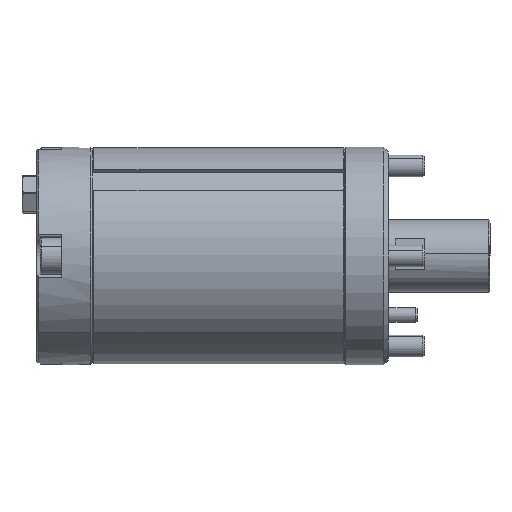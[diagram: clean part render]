
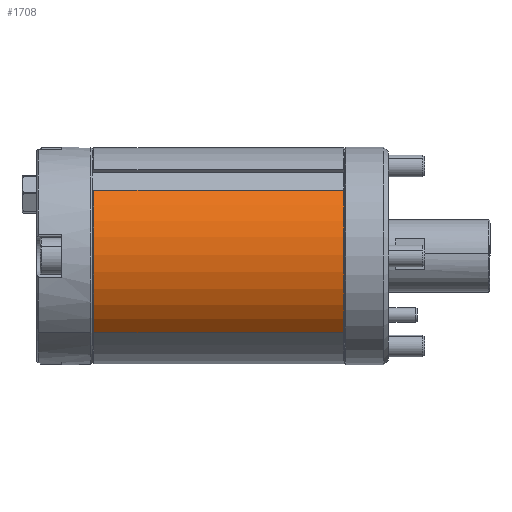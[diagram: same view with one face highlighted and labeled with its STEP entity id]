
A CAD part, left-side view. The second image highlights one B-rep face of the part: STEP entity #1708.
In plain terms, the highlighted cylindrical face has radius 29.85 mm (diameter 59.7 mm), a partial arc.
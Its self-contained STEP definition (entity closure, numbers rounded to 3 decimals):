
#233 = AXIS2_PLACEMENT_3D ( 'NONE', #2728, #10251, #4565 ) ;
#605 = DIRECTION ( 'NONE',  ( 0., 1., 0. ) ) ;
#756 = CARTESIAN_POINT ( 'NONE',  ( -29.581, -69.2, 4. ) ) ;
#893 = EDGE_CURVE ( 'NONE', #5509, #6030, #2841, .T. ) ;
#1548 = EDGE_CURVE ( 'NONE', #5963, #5509, #2974, .T. ) ;
#1708 = ADVANCED_FACE ( 'NONE', ( #3754 ), #8808, .T. ) ;
#1833 = LINE ( 'NONE', #2644, #7170 ) ;
#2644 = CARTESIAN_POINT ( 'NONE',  ( -29.581, 23.672, 4. ) ) ;
#2728 = CARTESIAN_POINT ( 'NONE',  ( 0., 23.672, 0. ) ) ;
#2790 = ORIENTED_EDGE ( 'NONE', *, *, #3382, .F. ) ;
#2841 = CIRCLE ( 'NONE', #12740, 29.85 ) ;
#2899 = DIRECTION ( 'NONE',  ( 0., 1., 0. ) ) ;
#2974 = LINE ( 'NONE', #12788, #5855 ) ;
#3226 = ORIENTED_EDGE ( 'NONE', *, *, #1548, .T. ) ;
#3382 = EDGE_CURVE ( 'NONE', #12917, #6030, #1833, .T. ) ;
#3754 = FACE_OUTER_BOUND ( 'NONE', #8524, .T. ) ;
#3872 = DIRECTION ( 'NONE',  ( 0., -1., 0. ) ) ;
#4126 = CARTESIAN_POINT ( 'NONE',  ( 0., -69.2, 0. ) ) ;
#4501 = CARTESIAN_POINT ( 'NONE',  ( 0., -69.2, 29.85 ) ) ;
#4565 = DIRECTION ( 'NONE',  ( 0., 0., 1. ) ) ;
#5151 = DIRECTION ( 'NONE',  ( 0., 0., -1. ) ) ;
#5509 = VERTEX_POINT ( 'NONE', #9838 ) ;
#5855 = VECTOR ( 'NONE', #2899, 1000. ) ;
#5963 = VERTEX_POINT ( 'NONE', #4501 ) ;
#6030 = VERTEX_POINT ( 'NONE', #10667 ) ;
#6550 = ORIENTED_EDGE ( 'NONE', *, *, #6864, .T. ) ;
#6864 = EDGE_CURVE ( 'NONE', #12917, #5963, #12663, .T. ) ;
#6996 = CARTESIAN_POINT ( 'NONE',  ( 0., -0.3, 0. ) ) ;
#7170 = VECTOR ( 'NONE', #605, 1000. ) ;
#7292 = AXIS2_PLACEMENT_3D ( 'NONE', #4126, #11207, #5151 ) ;
#8524 = EDGE_LOOP ( 'NONE', ( #6550, #3226, #9715, #2790 ) ) ;
#8808 = CYLINDRICAL_SURFACE ( 'NONE', #233, 29.85 ) ;
#9715 = ORIENTED_EDGE ( 'NONE', *, *, #893, .T. ) ;
#9838 = CARTESIAN_POINT ( 'NONE',  ( 0., -0.3, 29.85 ) ) ;
#10251 = DIRECTION ( 'NONE',  ( 0., 1., 0. ) ) ;
#10667 = CARTESIAN_POINT ( 'NONE',  ( -29.581, -0.3, 4. ) ) ;
#11207 = DIRECTION ( 'NONE',  ( 0., 1., 0. ) ) ;
#12553 = DIRECTION ( 'NONE',  ( 0., 0., 1. ) ) ;
#12663 = CIRCLE ( 'NONE', #7292, 29.85 ) ;
#12740 = AXIS2_PLACEMENT_3D ( 'NONE', #6996, #3872, #12553 ) ;
#12788 = CARTESIAN_POINT ( 'NONE',  ( 0., 23.672, 29.85 ) ) ;
#12917 = VERTEX_POINT ( 'NONE', #756 ) ;
